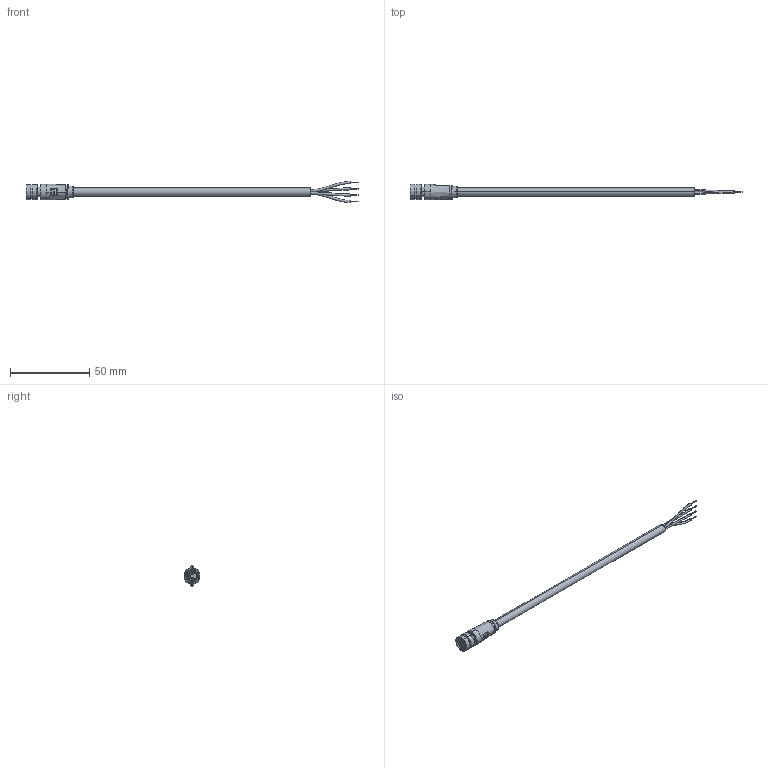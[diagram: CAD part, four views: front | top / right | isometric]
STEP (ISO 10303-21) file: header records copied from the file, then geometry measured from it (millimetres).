
FILE_DESCRIPTION (( 'STEP AP214' ), '1' );
FILE_NAME ('10-05918.STEP', '2023-11-14T19:23:20', ( '' ), ( '' ), 'SwSTEP 2.0', 'SolidWorks 2021', '' );
FILE_SCHEMA (( 'AUTOMOTIVE_DESIGN' ));
Length unit declared in the file: millimetre
Products named in the file (8): 10-05918; 50-00678-02_STEP; 50-00678-01___; 24-00378_Wire O5.5 mm; 30-02979_s + t; 50-00678-03___; 50-00678-04___; 50-00678___
Assembly tree (10 placements, depth 3):
  10-05918
    24-00378_Wire O5.5 mm
    50-00678___
      50-00678-01___
      50-00678-02_STEP
      50-00678-03___  x4
      50-00678-04___
    30-02979_s + t
Bounding box: 210 x 10 x 13.4 mm (x, y, z)
Volume: 5155.6 mm3; surface area: 29371.4 mm2
Topology: 339 solids, 339 shells, 2070 faces, 4032 edges, 2663 vertices
Faces by surface type: cylinder 1114, plane 809, bspline 84, cone 53, torus 10
Entity records: 70291 total; most frequent: CARTESIAN_POINT 11914, DIRECTION 9241, ORIENTED_EDGE 7182, AXIS2_PLACEMENT_3D 4018, EDGE_CURVE 3591, VERTEX_POINT 2381, EDGE_LOOP 2262, CIRCLE 2171
